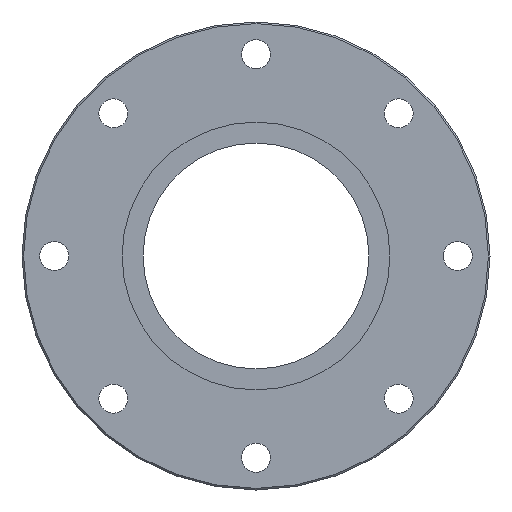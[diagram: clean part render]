
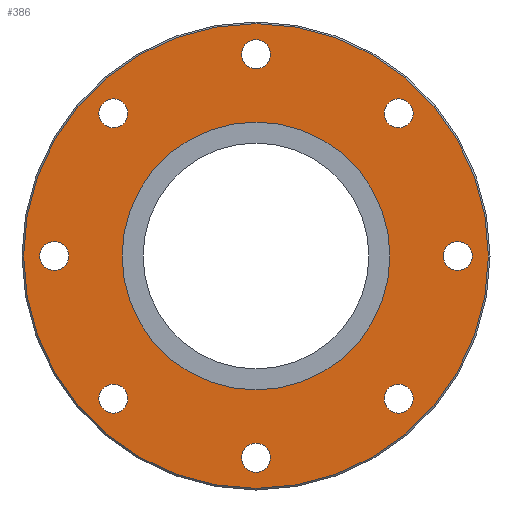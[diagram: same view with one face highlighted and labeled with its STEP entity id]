
A CAD part, front view. The second image highlights one B-rep face of the part: STEP entity #386.
In plain terms, the highlighted planar face has unit normal (0, -1, 0).
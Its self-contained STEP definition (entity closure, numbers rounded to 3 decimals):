
#15=FACE_BOUND('',#68,.T.);
#16=FACE_BOUND('',#69,.T.);
#17=FACE_BOUND('',#70,.T.);
#18=FACE_BOUND('',#71,.T.);
#19=FACE_BOUND('',#72,.T.);
#20=FACE_BOUND('',#73,.T.);
#21=FACE_BOUND('',#74,.T.);
#22=FACE_BOUND('',#75,.T.);
#23=FACE_BOUND('',#76,.T.);
#35=PLANE('',#452);
#50=FACE_OUTER_BOUND('',#67,.T.);
#67=EDGE_LOOP('',(#307));
#68=EDGE_LOOP('',(#308,#309));
#69=EDGE_LOOP('',(#310,#311));
#70=EDGE_LOOP('',(#312,#313));
#71=EDGE_LOOP('',(#314,#315));
#72=EDGE_LOOP('',(#316,#317));
#73=EDGE_LOOP('',(#318,#319));
#74=EDGE_LOOP('',(#320,#321));
#75=EDGE_LOOP('',(#322,#323));
#76=EDGE_LOOP('',(#324,#325));
#120=CIRCLE('',#414,4.5);
#121=CIRCLE('',#415,4.5);
#123=CIRCLE('',#418,4.5);
#124=CIRCLE('',#419,4.5);
#126=CIRCLE('',#422,4.5);
#127=CIRCLE('',#423,4.5);
#129=CIRCLE('',#426,4.5);
#130=CIRCLE('',#427,4.5);
#132=CIRCLE('',#430,4.5);
#133=CIRCLE('',#431,4.5);
#135=CIRCLE('',#434,4.5);
#136=CIRCLE('',#435,4.5);
#138=CIRCLE('',#438,4.5);
#139=CIRCLE('',#439,4.5);
#141=CIRCLE('',#442,4.5);
#142=CIRCLE('',#443,4.5);
#146=CIRCLE('',#448,72.);
#149=CIRCLE('',#453,41.5);
#150=CIRCLE('',#454,41.5);
#161=VERTEX_POINT('',#604);
#162=VERTEX_POINT('',#605);
#164=VERTEX_POINT('',#612);
#165=VERTEX_POINT('',#613);
#167=VERTEX_POINT('',#620);
#168=VERTEX_POINT('',#621);
#170=VERTEX_POINT('',#628);
#171=VERTEX_POINT('',#629);
#173=VERTEX_POINT('',#636);
#174=VERTEX_POINT('',#637);
#176=VERTEX_POINT('',#644);
#177=VERTEX_POINT('',#645);
#179=VERTEX_POINT('',#652);
#180=VERTEX_POINT('',#653);
#182=VERTEX_POINT('',#660);
#183=VERTEX_POINT('',#661);
#187=VERTEX_POINT('',#672);
#190=VERTEX_POINT('',#682);
#191=VERTEX_POINT('',#683);
#202=EDGE_CURVE('',#161,#162,#120,.T.);
#203=EDGE_CURVE('',#162,#161,#121,.T.);
#206=EDGE_CURVE('',#164,#165,#123,.T.);
#207=EDGE_CURVE('',#165,#164,#124,.T.);
#210=EDGE_CURVE('',#167,#168,#126,.T.);
#211=EDGE_CURVE('',#168,#167,#127,.T.);
#214=EDGE_CURVE('',#170,#171,#129,.T.);
#215=EDGE_CURVE('',#171,#170,#130,.T.);
#218=EDGE_CURVE('',#173,#174,#132,.T.);
#219=EDGE_CURVE('',#174,#173,#133,.T.);
#222=EDGE_CURVE('',#176,#177,#135,.T.);
#223=EDGE_CURVE('',#177,#176,#136,.T.);
#226=EDGE_CURVE('',#179,#180,#138,.T.);
#227=EDGE_CURVE('',#180,#179,#139,.T.);
#230=EDGE_CURVE('',#182,#183,#141,.T.);
#231=EDGE_CURVE('',#183,#182,#142,.T.);
#237=EDGE_CURVE('',#187,#187,#146,.T.);
#241=EDGE_CURVE('',#190,#191,#149,.T.);
#242=EDGE_CURVE('',#191,#190,#150,.T.);
#307=ORIENTED_EDGE('',*,*,#237,.F.);
#308=ORIENTED_EDGE('',*,*,#202,.T.);
#309=ORIENTED_EDGE('',*,*,#203,.T.);
#310=ORIENTED_EDGE('',*,*,#206,.T.);
#311=ORIENTED_EDGE('',*,*,#207,.T.);
#312=ORIENTED_EDGE('',*,*,#210,.T.);
#313=ORIENTED_EDGE('',*,*,#211,.T.);
#314=ORIENTED_EDGE('',*,*,#214,.T.);
#315=ORIENTED_EDGE('',*,*,#215,.T.);
#316=ORIENTED_EDGE('',*,*,#218,.T.);
#317=ORIENTED_EDGE('',*,*,#219,.T.);
#318=ORIENTED_EDGE('',*,*,#222,.T.);
#319=ORIENTED_EDGE('',*,*,#223,.T.);
#320=ORIENTED_EDGE('',*,*,#226,.T.);
#321=ORIENTED_EDGE('',*,*,#227,.T.);
#322=ORIENTED_EDGE('',*,*,#230,.T.);
#323=ORIENTED_EDGE('',*,*,#231,.T.);
#324=ORIENTED_EDGE('',*,*,#241,.T.);
#325=ORIENTED_EDGE('',*,*,#242,.T.);
#386=ADVANCED_FACE('',(#50,#15,#16,#17,#18,#19,#20,#21,#22,#23),#35,.T.);
#414=AXIS2_PLACEMENT_3D('',#606,#475,#476);
#415=AXIS2_PLACEMENT_3D('',#607,#477,#478);
#418=AXIS2_PLACEMENT_3D('',#614,#484,#485);
#419=AXIS2_PLACEMENT_3D('',#615,#486,#487);
#422=AXIS2_PLACEMENT_3D('',#622,#493,#494);
#423=AXIS2_PLACEMENT_3D('',#623,#495,#496);
#426=AXIS2_PLACEMENT_3D('',#630,#502,#503);
#427=AXIS2_PLACEMENT_3D('',#631,#504,#505);
#430=AXIS2_PLACEMENT_3D('',#638,#511,#512);
#431=AXIS2_PLACEMENT_3D('',#639,#513,#514);
#434=AXIS2_PLACEMENT_3D('',#646,#520,#521);
#435=AXIS2_PLACEMENT_3D('',#647,#522,#523);
#438=AXIS2_PLACEMENT_3D('',#654,#529,#530);
#439=AXIS2_PLACEMENT_3D('',#655,#531,#532);
#442=AXIS2_PLACEMENT_3D('',#662,#538,#539);
#443=AXIS2_PLACEMENT_3D('',#663,#540,#541);
#448=AXIS2_PLACEMENT_3D('',#674,#552,#553);
#452=AXIS2_PLACEMENT_3D('',#681,#561,#562);
#453=AXIS2_PLACEMENT_3D('',#684,#563,#564);
#454=AXIS2_PLACEMENT_3D('',#685,#565,#566);
#475=DIRECTION('center_axis',(0.,1.,0.));
#476=DIRECTION('ref_axis',(0.707,0.,0.707));
#477=DIRECTION('center_axis',(0.,1.,0.));
#478=DIRECTION('ref_axis',(0.707,0.,0.707));
#484=DIRECTION('center_axis',(0.,1.,0.));
#485=DIRECTION('ref_axis',(0.,0.,1.));
#486=DIRECTION('center_axis',(0.,1.,0.));
#487=DIRECTION('ref_axis',(0.,0.,1.));
#493=DIRECTION('center_axis',(0.,1.,0.));
#494=DIRECTION('ref_axis',(-0.707,0.,0.707));
#495=DIRECTION('center_axis',(0.,1.,0.));
#496=DIRECTION('ref_axis',(-0.707,0.,0.707));
#502=DIRECTION('center_axis',(0.,1.,0.));
#503=DIRECTION('ref_axis',(-1.,0.,0.));
#504=DIRECTION('center_axis',(0.,1.,0.));
#505=DIRECTION('ref_axis',(-1.,0.,0.));
#511=DIRECTION('center_axis',(0.,1.,0.));
#512=DIRECTION('ref_axis',(-0.707,0.,-0.707));
#513=DIRECTION('center_axis',(0.,1.,0.));
#514=DIRECTION('ref_axis',(-0.707,0.,-0.707));
#520=DIRECTION('center_axis',(0.,1.,0.));
#521=DIRECTION('ref_axis',(0.,0.,-1.));
#522=DIRECTION('center_axis',(0.,1.,0.));
#523=DIRECTION('ref_axis',(0.,0.,-1.));
#529=DIRECTION('center_axis',(0.,1.,0.));
#530=DIRECTION('ref_axis',(0.707,0.,-0.707));
#531=DIRECTION('center_axis',(0.,1.,0.));
#532=DIRECTION('ref_axis',(0.707,0.,-0.707));
#538=DIRECTION('center_axis',(0.,1.,0.));
#539=DIRECTION('ref_axis',(1.,0.,0.));
#540=DIRECTION('center_axis',(0.,1.,0.));
#541=DIRECTION('ref_axis',(1.,0.,0.));
#552=DIRECTION('center_axis',(0.,1.,0.));
#553=DIRECTION('ref_axis',(1.,0.,0.));
#561=DIRECTION('center_axis',(0.,-1.,0.));
#562=DIRECTION('ref_axis',(0.,0.,-1.));
#563=DIRECTION('center_axis',(0.,1.,0.));
#564=DIRECTION('ref_axis',(1.,0.,0.));
#565=DIRECTION('center_axis',(0.,1.,0.));
#566=DIRECTION('ref_axis',(1.,0.,0.));
#604=CARTESIAN_POINT('',(-41.012,0.,47.376));
#605=CARTESIAN_POINT('',(-47.376,0.,41.012));
#606=CARTESIAN_POINT('Origin',(-44.194,0.,44.194));
#607=CARTESIAN_POINT('Origin',(-44.194,0.,44.194));
#612=CARTESIAN_POINT('',(-62.5,0.,4.5));
#613=CARTESIAN_POINT('',(-62.5,0.,-4.5));
#614=CARTESIAN_POINT('Origin',(-62.5,0.,0.));
#615=CARTESIAN_POINT('Origin',(-62.5,0.,0.));
#620=CARTESIAN_POINT('',(-47.376,0.,-41.012));
#621=CARTESIAN_POINT('',(-41.012,0.,-47.376));
#622=CARTESIAN_POINT('Origin',(-44.194,0.,-44.194));
#623=CARTESIAN_POINT('Origin',(-44.194,0.,-44.194));
#628=CARTESIAN_POINT('',(-4.5,0.,-62.5));
#629=CARTESIAN_POINT('',(4.5,0.,-62.5));
#630=CARTESIAN_POINT('Origin',(0.,0.,-62.5));
#631=CARTESIAN_POINT('Origin',(0.,0.,-62.5));
#636=CARTESIAN_POINT('',(41.012,0.,-47.376));
#637=CARTESIAN_POINT('',(47.376,0.,-41.012));
#638=CARTESIAN_POINT('Origin',(44.194,0.,-44.194));
#639=CARTESIAN_POINT('Origin',(44.194,0.,-44.194));
#644=CARTESIAN_POINT('',(62.5,0.,-4.5));
#645=CARTESIAN_POINT('',(62.5,0.,4.5));
#646=CARTESIAN_POINT('Origin',(62.5,0.,0.));
#647=CARTESIAN_POINT('Origin',(62.5,0.,0.));
#652=CARTESIAN_POINT('',(47.376,0.,41.012));
#653=CARTESIAN_POINT('',(41.012,0.,47.376));
#654=CARTESIAN_POINT('Origin',(44.194,0.,44.194));
#655=CARTESIAN_POINT('Origin',(44.194,0.,44.194));
#660=CARTESIAN_POINT('',(4.5,0.,62.5));
#661=CARTESIAN_POINT('',(-4.5,0.,62.5));
#662=CARTESIAN_POINT('Origin',(0.,0.,62.5));
#663=CARTESIAN_POINT('Origin',(0.,0.,62.5));
#672=CARTESIAN_POINT('',(-72.,0.,0.));
#674=CARTESIAN_POINT('Origin',(0.,0.,0.));
#681=CARTESIAN_POINT('Origin',(-72.5,0.,0.));
#682=CARTESIAN_POINT('',(-41.5,0.,0.));
#683=CARTESIAN_POINT('',(41.5,0.,0.));
#684=CARTESIAN_POINT('Origin',(0.,0.,0.));
#685=CARTESIAN_POINT('Origin',(0.,0.,0.));
